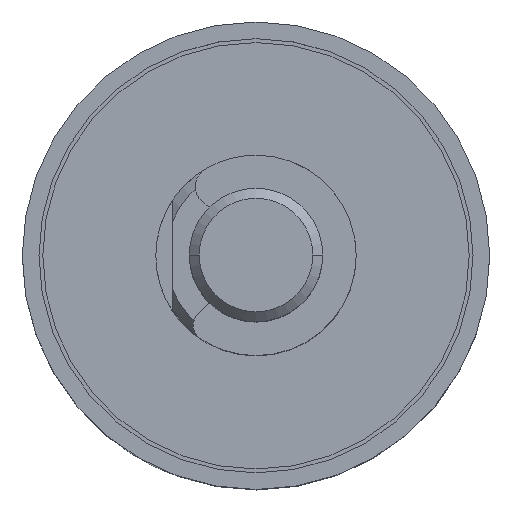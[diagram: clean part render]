
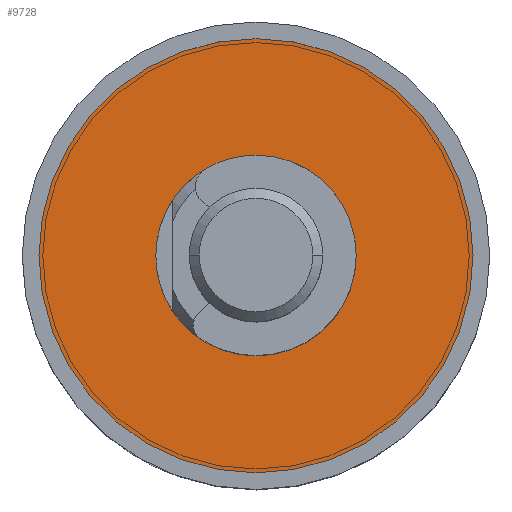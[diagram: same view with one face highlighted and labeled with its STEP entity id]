
A CAD part, top view. The second image highlights one B-rep face of the part: STEP entity #9728.
In plain terms, the highlighted planar face has unit normal (0, 0, 1).
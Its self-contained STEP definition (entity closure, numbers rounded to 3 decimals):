
#27 = DIRECTION ( 'NONE',  ( 0., 0., 1. ) ) ;
#226 = CARTESIAN_POINT ( 'NONE',  ( 0., 0., 0.5 ) ) ;
#368 = EDGE_CURVE ( 'NONE', #1693, #3234, #6691, .T. ) ;
#1307 = CARTESIAN_POINT ( 'NONE',  ( 3., 0., 0.5 ) ) ;
#1693 = VERTEX_POINT ( 'NONE', #3811 ) ;
#1804 = CIRCLE ( 'NONE', #2376, 3. ) ;
#2097 = DIRECTION ( 'NONE',  ( 0., 0., 1. ) ) ;
#2376 = AXIS2_PLACEMENT_3D ( 'NONE', #6257, #8603, #3973 ) ;
#2526 = AXIS2_PLACEMENT_3D ( 'NONE', #1307, #2097, #7513 ) ;
#2959 = FACE_BOUND ( 'NONE', #4310, .T. ) ;
#3080 = AXIS2_PLACEMENT_3D ( 'NONE', #226, #6391, #5597 ) ;
#3126 = EDGE_CURVE ( 'NONE', #9029, #3290, #1804, .T. ) ;
#3199 = ORIENTED_EDGE ( 'NONE', *, *, #3126, .T. ) ;
#3234 = VERTEX_POINT ( 'NONE', #5759 ) ;
#3290 = VERTEX_POINT ( 'NONE', #3559 ) ;
#3440 = FACE_OUTER_BOUND ( 'NONE', #7890, .T. ) ;
#3539 = AXIS2_PLACEMENT_3D ( 'NONE', #5441, #27, #9322 ) ;
#3559 = CARTESIAN_POINT ( 'NONE',  ( 3., 0., 0.5 ) ) ;
#3638 = DIRECTION ( 'NONE',  ( 0., 0., -1. ) ) ;
#3811 = CARTESIAN_POINT ( 'NONE',  ( -6.5, 0., 0.5 ) ) ;
#3973 = DIRECTION ( 'NONE',  ( -1., 0., 0. ) ) ;
#3984 = EDGE_CURVE ( 'NONE', #3234, #1693, #9329, .T. ) ;
#4310 = EDGE_LOOP ( 'NONE', ( #3199, #8298 ) ) ;
#4344 = EDGE_CURVE ( 'NONE', #3290, #9029, #7351, .T. ) ;
#5152 = CARTESIAN_POINT ( 'NONE',  ( 0., 0., 0.5 ) ) ;
#5441 = CARTESIAN_POINT ( 'NONE',  ( 0., 0., 0.5 ) ) ;
#5597 = DIRECTION ( 'NONE',  ( 1., 0., 0. ) ) ;
#5759 = CARTESIAN_POINT ( 'NONE',  ( 6.5, 0., 0.5 ) ) ;
#5844 = ORIENTED_EDGE ( 'NONE', *, *, #3984, .T. ) ;
#6071 = CARTESIAN_POINT ( 'NONE',  ( -3., 0., 0.5 ) ) ;
#6257 = CARTESIAN_POINT ( 'NONE',  ( 0., 0., 0.5 ) ) ;
#6391 = DIRECTION ( 'NONE',  ( 0., 0., 1. ) ) ;
#6691 = CIRCLE ( 'NONE', #3080, 6.5 ) ;
#7351 = CIRCLE ( 'NONE', #7880, 3. ) ;
#7513 = DIRECTION ( 'NONE',  ( 1., 0., 0. ) ) ;
#7700 = ORIENTED_EDGE ( 'NONE', *, *, #368, .T. ) ;
#7880 = AXIS2_PLACEMENT_3D ( 'NONE', #5152, #3638, #8180 ) ;
#7890 = EDGE_LOOP ( 'NONE', ( #5844, #7700 ) ) ;
#8180 = DIRECTION ( 'NONE',  ( -1., 0., 0. ) ) ;
#8298 = ORIENTED_EDGE ( 'NONE', *, *, #4344, .T. ) ;
#8344 = PLANE ( 'NONE',  #2526 ) ;
#8603 = DIRECTION ( 'NONE',  ( 0., 0., -1. ) ) ;
#9029 = VERTEX_POINT ( 'NONE', #6071 ) ;
#9322 = DIRECTION ( 'NONE',  ( 1., 0., 0. ) ) ;
#9329 = CIRCLE ( 'NONE', #3539, 6.5 ) ;
#9728 = ADVANCED_FACE ( 'NONE', ( #2959, #3440 ), #8344, .T. ) ;
